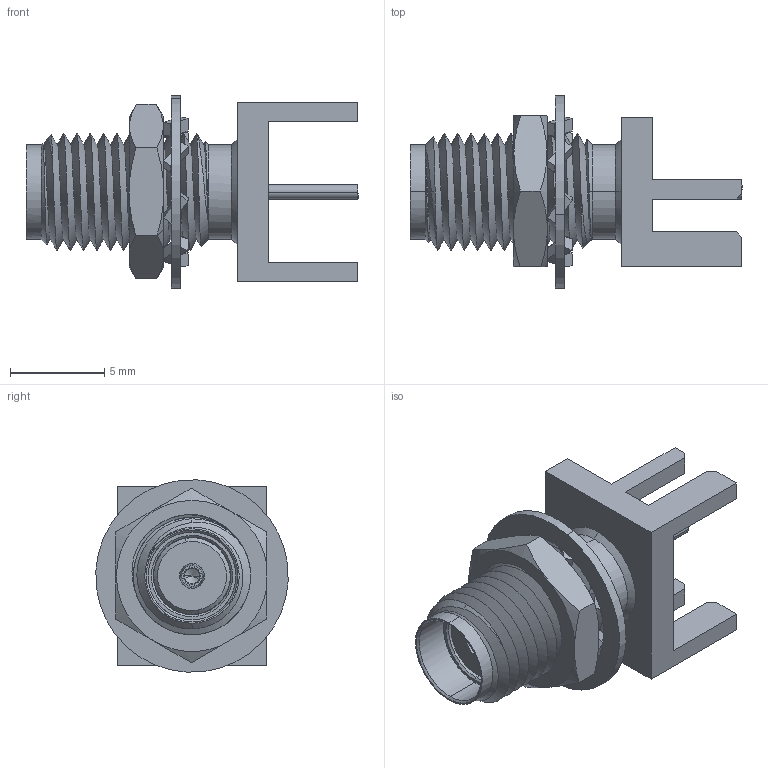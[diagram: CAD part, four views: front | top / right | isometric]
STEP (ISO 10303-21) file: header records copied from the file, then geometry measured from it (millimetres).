
FILE_DESCRIPTION (( 'STEP AP214' ), '1' );
FILE_NAME ('FMCN5193_3D.step', '2024-07-31T17:10:05', ( '' ), ( '' ), 'SwSTEP 2.0', 'SolidWorks 2022', '' );
FILE_SCHEMA (( 'AUTOMOTIVE_DESIGN' ));
Length unit declared in the file: inch
Products named in the file (6): Copy of 1.igs^FMCN5193; Copy of 4.igs^FMCN5193; Copy of 2.igs^FMCN5193; Copy of 3.igs^FMCN5193; Copy of 5.igs^FMCN5193; FMCN5193_3D
Assembly tree (5 placements, depth 2):
  FMCN5193_3D
    Copy of 1.igs^FMCN5193
    Copy of 2.igs^FMCN5193
    Copy of 3.igs^FMCN5193
    Copy of 4.igs^FMCN5193
    Copy of 5.igs^FMCN5193
Bounding box: 17.58 x 10.18 x 10.18 mm (x, y, z)
Volume: 443.3 mm3; surface area: 1372.4 mm2
Topology: 5 solids, 5 shells, 334 faces, 874 edges, 557 vertices
Faces by surface type: plane 150, cylinder 118, cone 44, bspline 22
Entity records: 20071 total; most frequent: CARTESIAN_POINT 9062, ORIENTED_EDGE 1744, DIRECTION 1320, EDGE_CURVE 872, VERTEX_POINT 557, LINE 442, VECTOR 442, AXIS2_PLACEMENT_3D 439
